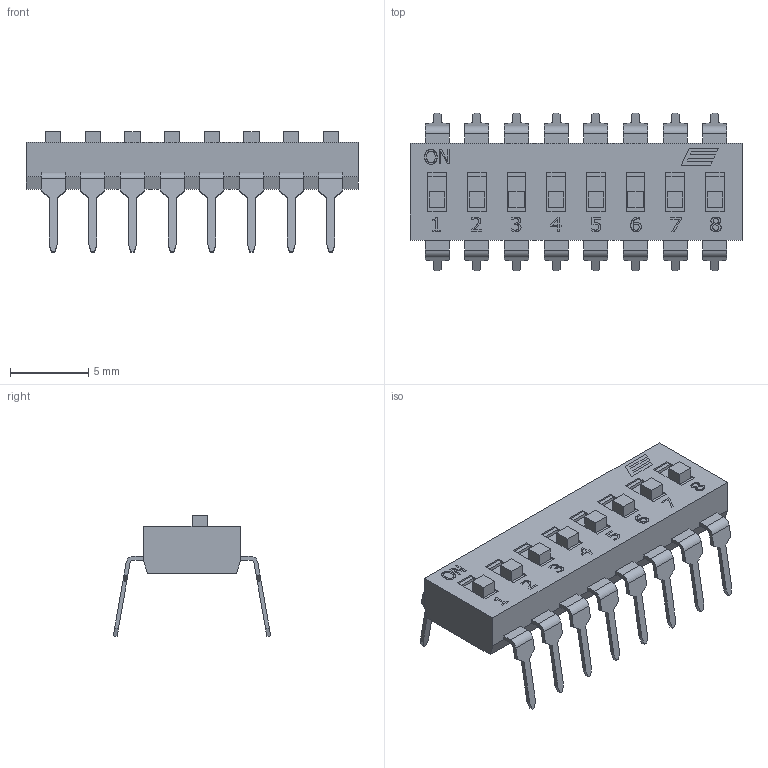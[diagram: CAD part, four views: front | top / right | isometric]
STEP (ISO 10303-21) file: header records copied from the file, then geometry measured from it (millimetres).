
FILE_DESCRIPTION(/* description */ (''),/* implementation_level */ '2;1');
FILE_NAME(/* name */ 'KAE08LAGx.stp',/* time_stamp */ '2025-05-21T10:00:28-05:00',/* author */ ('mroman'),/* organization */ (''),/* preprocessor_version */ 'ST-DEVELOPER v18.1',/* originating_system */ 'Autodesk Inventor 2022',/* authorisation */ '');
FILE_SCHEMA (('AUTOMOTIVE_DESIGN { 1 0 10303 214 3 1 1 }'));
Length unit declared in the file: centimetre
Products named in the file (1): KAE08LAGx
Bounding box: 21.26 x 10.09 x 7.75 mm (x, y, z)
Volume: 413.5 mm3; surface area: 672.3 mm2
Topology: 1 solids, 1 shells, 558 faces, 1532 edges, 1016 vertices
Faces by surface type: plane 430, bspline 96, cylinder 32
Entity records: 18272 total; most frequent: CARTESIAN_POINT 4644, ORIENTED_EDGE 3064, DIRECTION 2330, EDGE_CURVE 1532, LINE 1276, VECTOR 1276, VERTEX_POINT 1016, EDGE_LOOP 598
